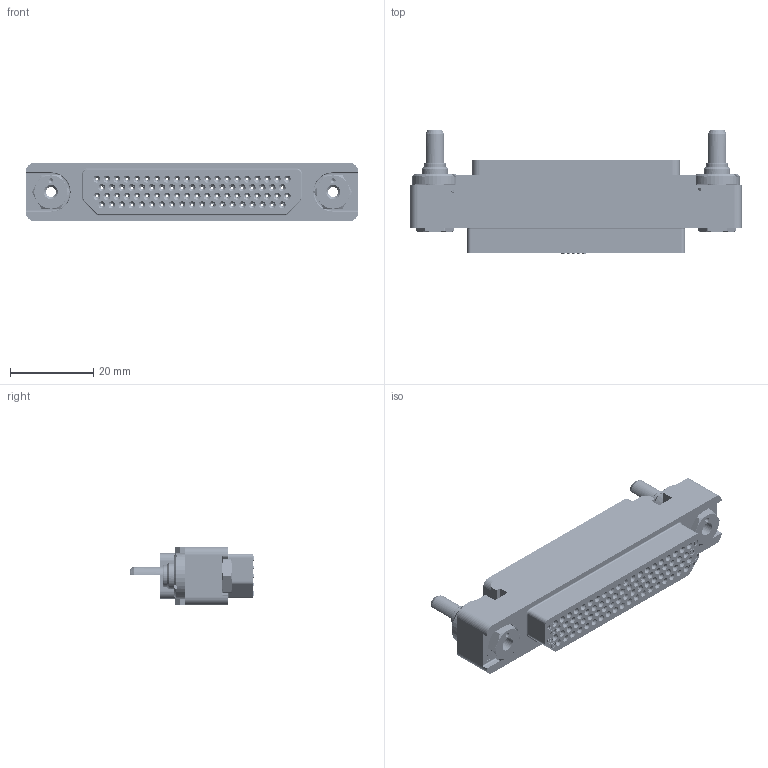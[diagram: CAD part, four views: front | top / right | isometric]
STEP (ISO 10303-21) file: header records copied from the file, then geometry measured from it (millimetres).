
FILE_DESCRIPTION((''),'2;1');
FILE_NAME('1900ND12S1B00A','2019-10-29T',('presta_be4'),(''),'CREO PARAMETRIC BY PTC INC, 2018360','CREO PARAMETRIC BY PTC INC, 2018360','');
FILE_SCHEMA(('CONFIG_CONTROL_DESIGN'));
Products named in the file (1): 1900ND12S1B00A
Bounding box: 80 x 29.8 x 14 mm (x, y, z)
Volume: 13143.3 mm3; surface area: 16062.3 mm2
Topology: 4 solids, 4 shells, 7785 faces, 17917 edges, 10712 vertices
Faces by surface type: plane 2225, cylinder 2101, torus 1900, cone 1300, extrusion 249, bspline 10
Entity records: 228440 total; most frequent: CARTESIAN_POINT 46679, DIRECTION 41250, ORIENTED_EDGE 35826, EDGE_CURVE 17913, AXIS2_PLACEMENT_3D 16326, VERTEX_POINT 10712, CIRCLE 8800, EDGE_LOOP 8679
